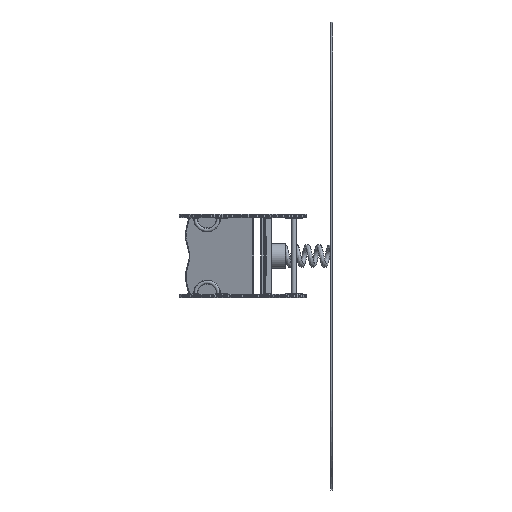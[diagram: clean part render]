
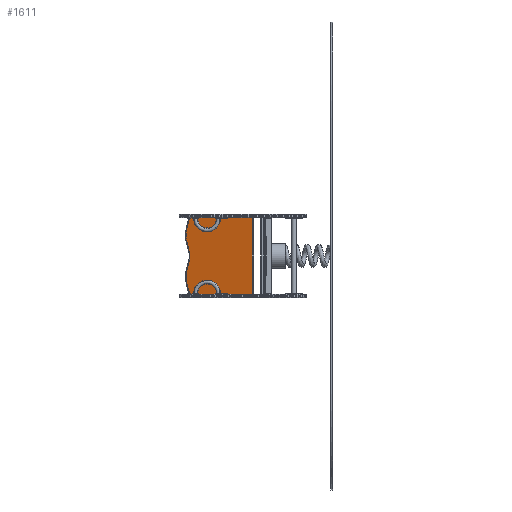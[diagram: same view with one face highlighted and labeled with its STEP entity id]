
A CAD part, left-side view. The second image highlights one B-rep face of the part: STEP entity #1611.
In plain terms, the highlighted face is planar.
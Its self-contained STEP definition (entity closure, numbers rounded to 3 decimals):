
#1611=ADVANCED_FACE('',(#2355),#2357,.F.);
#2355=FACE_BOUND('',#2356,.T.);
#2356=EDGE_LOOP('',(#14439,#14440,#14441,#14442,#14443,#14444));
#2357=PLANE('',#2358);
#2358=AXIS2_PLACEMENT_3D('',#2359,#2360,#2361);
#2359=CARTESIAN_POINT('',(0.,0.,-18.));
#2360=DIRECTION('',(0.,0.,1.));
#2361=DIRECTION('',(1.,0.,0.));
#14439=ORIENTED_EDGE('',*,*,#15125,.F.);
#14440=ORIENTED_EDGE('',*,*,#15106,.F.);
#14441=ORIENTED_EDGE('',*,*,#15126,.F.);
#14442=ORIENTED_EDGE('',*,*,#15127,.F.);
#14443=ORIENTED_EDGE('',*,*,#15128,.F.);
#14444=ORIENTED_EDGE('',*,*,#15114,.F.);
#15106=EDGE_CURVE('',#15429,#15431,#15432,.T.);
#15114=EDGE_CURVE('',#15443,#15445,#15446,.T.);
#15125=EDGE_CURVE('',#15431,#15443,#15462,.T.);
#15126=EDGE_CURVE('',#15463,#15429,#15464,.T.);
#15127=EDGE_CURVE('',#15465,#15463,#15466,.T.);
#15128=EDGE_CURVE('',#15445,#15465,#15467,.T.);
#15429=VERTEX_POINT('',#16074);
#15431=VERTEX_POINT('',#16079);
#15432=LINE('',#16080,#16081);
#15443=VERTEX_POINT('',#16107);
#15445=VERTEX_POINT('',#16112);
#15446=LINE('',#16113,#16114);
#15462=LINE('',#16191,#16192);
#15463=VERTEX_POINT('',#16194);
#15464=LINE('',#16195,#16196);
#15465=VERTEX_POINT('',#16198);
#15466=B_SPLINE_CURVE_WITH_KNOTS('',3,
(#16199,#16200,#16201,#16202,#16203,#16204,#16205,#16206,#16207,#16208,#16209,#16210,
#16211,#16212,#16213,#16214,#16215,#16216,#16217,#16218,#16219,#16220,#16221,#16222,
#16223,#16224,#16225,#16226,#16227,#16228,#16229,#16230,#16231,#16232,#16233,#16234,
#16235,#16236,#16237,#16238,#16239),
.UNSPECIFIED.,.F.,.F.,
(4,1,1,1,1,1,1,1,1,1,1,1,1,1,1,1,1,1,1,1,1,1,1,1,1,1,1,1,1,1,1,1,1,1,1,1,1,1,4),
(0.,0.133,0.213,0.242,0.247,0.252,
0.257,0.263,0.274,0.292,0.319,
0.347,0.377,0.407,0.441,0.468,
0.487,0.498,0.508,0.52,0.537,
0.561,0.592,0.625,0.658,0.69,
0.713,0.73,0.737,0.742,0.745,
0.747,0.751,0.755,0.762,0.785,
0.842,0.918,1.),
.UNSPECIFIED.);
#15467=LINE('',#16240,#16241);
#16074=CARTESIAN_POINT('',(0.,345.,-18.));
#16079=CARTESIAN_POINT('',(0.,5.,-18.));
#16080=CARTESIAN_POINT('',(0.,345.,-18.));
#16081=VECTOR('',#16082,1.);
#16082=DIRECTION('',(0.,-1.,0.));
#16107=CARTESIAN_POINT('',(420.,5.,-18.));
#16112=CARTESIAN_POINT('',(420.,345.,-18.));
#16113=CARTESIAN_POINT('',(420.,5.,-18.));
#16114=VECTOR('',#16115,1.);
#16115=DIRECTION('',(0.,1.,0.));
#16191=CARTESIAN_POINT('',(0.,5.,-18.));
#16192=VECTOR('',#16193,1.);
#16193=DIRECTION('',(1.,0.,0.));
#16194=CARTESIAN_POINT('',(10.963,345.,-18.));
#16195=CARTESIAN_POINT('',(10.963,345.,-18.));
#16196=VECTOR('',#16197,1.);
#16197=DIRECTION('',(-1.,0.,0.));
#16198=CARTESIAN_POINT('',(409.037,345.,-18.));
#16199=CARTESIAN_POINT('',(409.037,345.,-18.));
#16200=CARTESIAN_POINT('',(391.531,352.003,-18.));
#16201=CARTESIAN_POINT('',(363.508,360.4,-18.));
#16202=CARTESIAN_POINT('',(331.668,364.38,-18.));
#16203=CARTESIAN_POINT('',(316.638,364.947,-18.));
#16204=CARTESIAN_POINT('',(311.522,364.997,-18.));
#16205=CARTESIAN_POINT('',(309.603,365.006,-18.));
#16206=CARTESIAN_POINT('',(307.579,364.972,-18.));
#16207=CARTESIAN_POINT('',(304.84,364.856,-18.));
#16208=CARTESIAN_POINT('',(300.407,364.507,-18.));
#16209=CARTESIAN_POINT('',(293.304,363.549,-18.));
#16210=CARTESIAN_POINT('',(283.799,361.573,-18.));
#16211=CARTESIAN_POINT('',(272.567,358.557,-18.));
#16212=CARTESIAN_POINT('',(260.776,355.009,-18.));
#16213=CARTESIAN_POINT('',(248.122,351.226,-18.));
#16214=CARTESIAN_POINT('',(235.737,348.005,-18.));
#16215=CARTESIAN_POINT('',(224.701,345.982,-18.));
#16216=CARTESIAN_POINT('',(216.649,345.169,-18.));
#16217=CARTESIAN_POINT('',(210.986,344.967,-18.));
#16218=CARTESIAN_POINT('',(206.278,345.038,-18.));
#16219=CARTESIAN_POINT('',(200.813,345.391,-18.));
#16220=CARTESIAN_POINT('',(193.326,346.314,-18.));
#16221=CARTESIAN_POINT('',(183.367,348.241,-18.));
#16222=CARTESIAN_POINT('',(171.288,351.388,-18.));
#16223=CARTESIAN_POINT('',(158.238,355.312,-18.));
#16224=CARTESIAN_POINT('',(145.236,359.203,-18.));
#16225=CARTESIAN_POINT('',(133.737,362.159,-18.));
#16226=CARTESIAN_POINT('',(124.518,363.889,-18.));
#16227=CARTESIAN_POINT('',(118.474,364.609,-18.));
#16228=CARTESIAN_POINT('',(114.844,364.866,-18.));
#16229=CARTESIAN_POINT('',(112.946,364.95,-18.));
#16230=CARTESIAN_POINT('',(111.633,364.986,-18.));
#16231=CARTESIAN_POINT('',(110.486,365.002,-18.));
#16232=CARTESIAN_POINT('',(109.124,365.,-18.));
#16233=CARTESIAN_POINT('',(107.157,364.987,-18.));
#16234=CARTESIAN_POINT('',(102.721,364.917,-18.));
#16235=CARTESIAN_POINT('',(91.346,364.468,-18.));
#16236=CARTESIAN_POINT('',(70.947,362.354,-18.));
#16237=CARTESIAN_POINT('',(42.648,356.424,-18.));
#16238=CARTESIAN_POINT('',(21.811,349.339,-18.));
#16239=CARTESIAN_POINT('',(10.963,345.,-18.));
#16240=CARTESIAN_POINT('',(420.,345.,-18.));
#16241=VECTOR('',#16242,1.);
#16242=DIRECTION('',(-1.,0.,0.));
